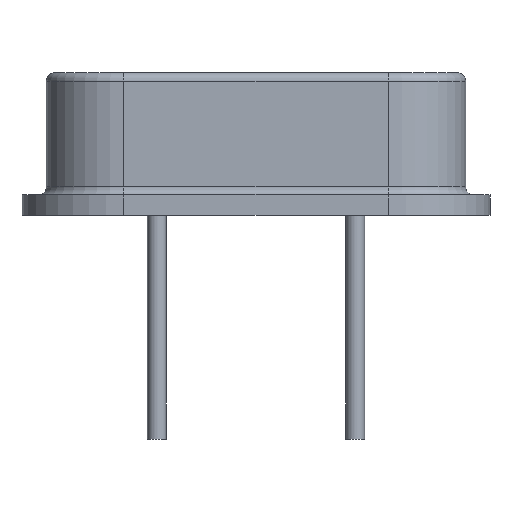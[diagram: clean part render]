
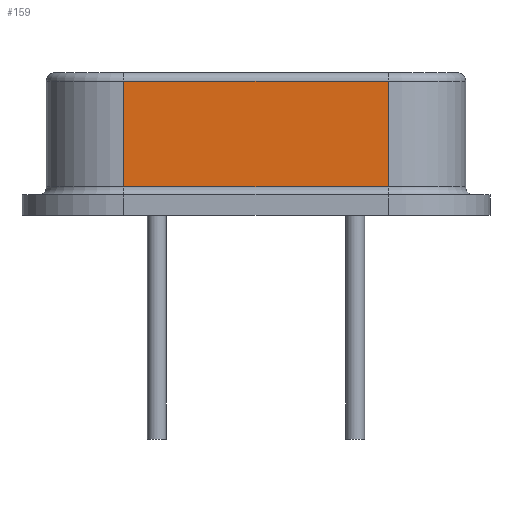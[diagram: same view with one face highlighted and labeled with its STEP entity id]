
A CAD part, front view. The second image highlights one B-rep face of the part: STEP entity #159.
In plain terms, the highlighted planar face has unit normal (0, -1, 0).
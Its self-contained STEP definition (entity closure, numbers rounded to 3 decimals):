
#51 = EDGE_CURVE ( 'NONE', #2513, #2509, #710, .T. ) ;
#101 = EDGE_CURVE ( 'NONE', #2509, #2474, #912, .T. ) ;
#102 = EDGE_CURVE ( 'NONE', #2499, #2474, #915, .T. ) ;
#103 = EDGE_CURVE ( 'NONE', #2499, #2513, #918, .T. ) ;
#159 = ADVANCED_FACE ( 'NONE', ( #467 ), #1142, .F. ) ;
#381 = VECTOR ( 'NONE', #712, 1000. ) ;
#429 = VECTOR ( 'NONE', #914, 1000. ) ;
#430 = VECTOR ( 'NONE', #917, 1000. ) ;
#432 = VECTOR ( 'NONE', #920, 1000. ) ;
#467 = FACE_OUTER_BOUND ( 'NONE', #2602, .T. ) ;
#528 = AXIS2_PLACEMENT_3D ( 'NONE', #1143, #1144, #1145 ) ;
#710 = LINE ( 'NONE', #711, #381 ) ;
#711 = CARTESIAN_POINT ( 'NONE',  ( -3.25, -1.9, 3.25 ) ) ;
#712 = DIRECTION ( 'NONE',  ( 0., 0., -1. ) ) ;
#912 = LINE ( 'NONE', #913, #429 ) ;
#913 = CARTESIAN_POINT ( 'NONE',  ( -3.25, -1.9, 0.45 ) ) ;
#914 = DIRECTION ( 'NONE',  ( 1., 0., 0. ) ) ;
#915 = LINE ( 'NONE', #916, #430 ) ;
#916 = CARTESIAN_POINT ( 'NONE',  ( 3.25, -1.9, 3.25 ) ) ;
#917 = DIRECTION ( 'NONE',  ( 0., 0., -1. ) ) ;
#918 = LINE ( 'NONE', #919, #432 ) ;
#919 = CARTESIAN_POINT ( 'NONE',  ( -3.25, -1.9, 3.05 ) ) ;
#920 = DIRECTION ( 'NONE',  ( -1., 0., 0. ) ) ;
#1142 = PLANE ( 'NONE',  #528 ) ;
#1143 = CARTESIAN_POINT ( 'NONE',  ( -3.25, -1.9, 3.25 ) ) ;
#1144 = DIRECTION ( 'NONE',  ( 0., 1., 0. ) ) ;
#1145 = DIRECTION ( 'NONE',  ( 0., 0., 1. ) ) ;
#1892 = CARTESIAN_POINT ( 'NONE',  ( 3.25, -1.9, 0.45 ) ) ;
#1917 = CARTESIAN_POINT ( 'NONE',  ( 3.25, -1.9, 3.05 ) ) ;
#1927 = CARTESIAN_POINT ( 'NONE',  ( -3.25, -1.9, 0.45 ) ) ;
#1931 = CARTESIAN_POINT ( 'NONE',  ( -3.25, -1.9, 3.05 ) ) ;
#2363 = ORIENTED_EDGE ( 'NONE', *, *, #51, .T. ) ;
#2364 = ORIENTED_EDGE ( 'NONE', *, *, #102, .F. ) ;
#2365 = ORIENTED_EDGE ( 'NONE', *, *, #101, .T. ) ;
#2366 = ORIENTED_EDGE ( 'NONE', *, *, #103, .T. ) ;
#2474 = VERTEX_POINT ( 'NONE', #1892 ) ;
#2499 = VERTEX_POINT ( 'NONE', #1917 ) ;
#2509 = VERTEX_POINT ( 'NONE', #1927 ) ;
#2513 = VERTEX_POINT ( 'NONE', #1931 ) ;
#2602 = EDGE_LOOP ( 'NONE', ( #2363, #2365, #2364, #2366 ) ) ;
